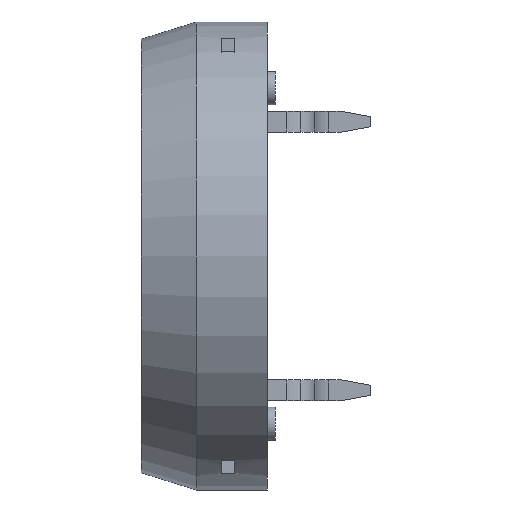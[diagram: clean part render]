
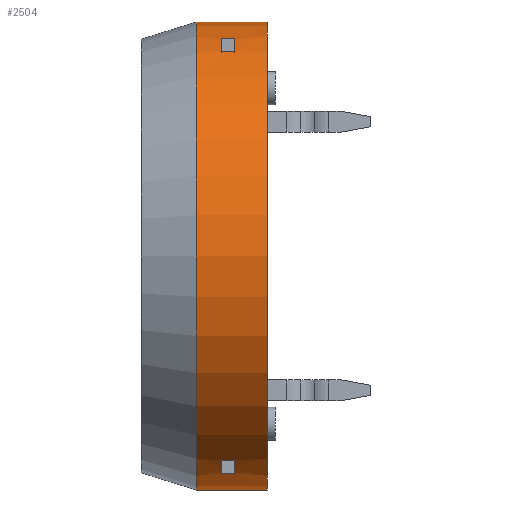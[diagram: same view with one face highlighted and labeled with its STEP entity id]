
A CAD part, left-side view. The second image highlights one B-rep face of the part: STEP entity #2504.
In plain terms, the highlighted cylindrical face has radius 8.852 mm (diameter 17.704 mm), a full revolution.
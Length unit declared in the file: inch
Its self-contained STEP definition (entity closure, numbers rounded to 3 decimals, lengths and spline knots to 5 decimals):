
#204=CIRCLE('',#2754,0.3485);
#211=CIRCLE('',#2763,0.3485);
#212=CIRCLE('',#2765,0.3485);
#213=CIRCLE('',#2766,0.3485);
#214=CIRCLE('',#2767,0.3485);
#215=CIRCLE('',#2768,0.3485);
#216=CIRCLE('',#2769,0.3485);
#217=CIRCLE('',#2770,0.3485);
#218=CIRCLE('',#2771,0.3485);
#219=CIRCLE('',#2772,0.3485);
#670=ORIENTED_EDGE('',*,*,#1157,.F.);
#671=ORIENTED_EDGE('',*,*,#1177,.T.);
#672=ORIENTED_EDGE('',*,*,#1178,.T.);
#673=ORIENTED_EDGE('',*,*,#1179,.T.);
#674=ORIENTED_EDGE('',*,*,#1180,.F.);
#675=ORIENTED_EDGE('',*,*,#1181,.T.);
#676=ORIENTED_EDGE('',*,*,#1182,.T.);
#677=ORIENTED_EDGE('',*,*,#1183,.T.);
#678=ORIENTED_EDGE('',*,*,#1184,.F.);
#679=ORIENTED_EDGE('',*,*,#1185,.T.);
#680=ORIENTED_EDGE('',*,*,#1186,.T.);
#681=ORIENTED_EDGE('',*,*,#1187,.T.);
#682=ORIENTED_EDGE('',*,*,#1188,.F.);
#683=ORIENTED_EDGE('',*,*,#1189,.T.);
#684=ORIENTED_EDGE('',*,*,#1190,.T.);
#685=ORIENTED_EDGE('',*,*,#1191,.T.);
#686=ORIENTED_EDGE('',*,*,#1192,.F.);
#687=ORIENTED_EDGE('',*,*,#1176,.T.);
#1157=EDGE_CURVE('',#1444,#1444,#204,.T.);
#1176=EDGE_CURVE('',#1463,#1463,#211,.T.);
#1177=EDGE_CURVE('',#1464,#1465,#1693,.F.);
#1178=EDGE_CURVE('',#1465,#1466,#212,.T.);
#1179=EDGE_CURVE('',#1466,#1467,#1694,.T.);
#1180=EDGE_CURVE('',#1464,#1467,#213,.T.);
#1181=EDGE_CURVE('',#1468,#1469,#1695,.F.);
#1182=EDGE_CURVE('',#1469,#1470,#214,.T.);
#1183=EDGE_CURVE('',#1470,#1471,#1696,.T.);
#1184=EDGE_CURVE('',#1468,#1471,#215,.T.);
#1185=EDGE_CURVE('',#1472,#1473,#1697,.F.);
#1186=EDGE_CURVE('',#1473,#1474,#216,.T.);
#1187=EDGE_CURVE('',#1474,#1475,#1698,.T.);
#1188=EDGE_CURVE('',#1472,#1475,#217,.T.);
#1189=EDGE_CURVE('',#1476,#1477,#1699,.F.);
#1190=EDGE_CURVE('',#1477,#1478,#218,.T.);
#1191=EDGE_CURVE('',#1478,#1479,#1700,.T.);
#1192=EDGE_CURVE('',#1476,#1479,#219,.T.);
#1444=VERTEX_POINT('',#4063);
#1463=VERTEX_POINT('',#4103);
#1464=VERTEX_POINT('',#4106);
#1465=VERTEX_POINT('',#4107);
#1466=VERTEX_POINT('',#4109);
#1467=VERTEX_POINT('',#4111);
#1468=VERTEX_POINT('',#4114);
#1469=VERTEX_POINT('',#4115);
#1470=VERTEX_POINT('',#4117);
#1471=VERTEX_POINT('',#4119);
#1472=VERTEX_POINT('',#4122);
#1473=VERTEX_POINT('',#4123);
#1474=VERTEX_POINT('',#4125);
#1475=VERTEX_POINT('',#4127);
#1476=VERTEX_POINT('',#4130);
#1477=VERTEX_POINT('',#4131);
#1478=VERTEX_POINT('',#4133);
#1479=VERTEX_POINT('',#4135);
#1693=LINE('',#4105,#1941);
#1694=LINE('',#4110,#1942);
#1695=LINE('',#4113,#1943);
#1696=LINE('',#4118,#1944);
#1697=LINE('',#4121,#1945);
#1698=LINE('',#4126,#1946);
#1699=LINE('',#4129,#1947);
#1700=LINE('',#4134,#1948);
#1941=VECTOR('',#3333,39.37008);
#1942=VECTOR('',#3336,39.37008);
#1943=VECTOR('',#3339,39.37008);
#1944=VECTOR('',#3342,39.37008);
#1945=VECTOR('',#3345,39.37008);
#1946=VECTOR('',#3348,39.37008);
#1947=VECTOR('',#3351,39.37008);
#1948=VECTOR('',#3354,39.37008);
#2124=EDGE_LOOP('',(#670));
#2125=EDGE_LOOP('',(#671,#672,#673,#674));
#2126=EDGE_LOOP('',(#675,#676,#677,#678));
#2127=EDGE_LOOP('',(#679,#680,#681,#682));
#2128=EDGE_LOOP('',(#683,#684,#685,#686));
#2129=EDGE_LOOP('',(#687));
#2300=FACE_BOUND('',#2124,.T.);
#2301=FACE_BOUND('',#2125,.T.);
#2302=FACE_BOUND('',#2126,.T.);
#2303=FACE_BOUND('',#2127,.T.);
#2304=FACE_BOUND('',#2128,.T.);
#2305=FACE_BOUND('',#2129,.T.);
#2410=CYLINDRICAL_SURFACE('',#2764,0.3485);
#2504=ADVANCED_FACE('',(#2300,#2301,#2302,#2303,#2304,#2305),#2410,.T.);
#2754=AXIS2_PLACEMENT_3D('',#4062,#3299,#3300);
#2763=AXIS2_PLACEMENT_3D('',#4102,#3329,#3330);
#2764=AXIS2_PLACEMENT_3D('',#4104,#3331,#3332);
#2765=AXIS2_PLACEMENT_3D('',#4108,#3334,#3335);
#2766=AXIS2_PLACEMENT_3D('',#4112,#3337,#3338);
#2767=AXIS2_PLACEMENT_3D('',#4116,#3340,#3341);
#2768=AXIS2_PLACEMENT_3D('',#4120,#3343,#3344);
#2769=AXIS2_PLACEMENT_3D('',#4124,#3346,#3347);
#2770=AXIS2_PLACEMENT_3D('',#4128,#3349,#3350);
#2771=AXIS2_PLACEMENT_3D('',#4132,#3352,#3353);
#2772=AXIS2_PLACEMENT_3D('',#4136,#3355,#3356);
#3299=DIRECTION('',(0.,-1.,0.));
#3300=DIRECTION('',(0.,0.,-1.));
#3329=DIRECTION('',(0.,-1.,0.));
#3330=DIRECTION('',(0.,0.,-1.));
#3331=DIRECTION('',(0.,-1.,0.));
#3332=DIRECTION('',(0.,0.,-1.));
#3333=DIRECTION('',(0.,-1.,0.));
#3334=DIRECTION('',(0.,1.,0.));
#3335=DIRECTION('',(0.,0.,1.));
#3336=DIRECTION('',(0.,-1.,0.));
#3337=DIRECTION('',(0.,1.,0.));
#3338=DIRECTION('',(0.,0.,1.));
#3339=DIRECTION('',(0.,-1.,0.));
#3340=DIRECTION('',(0.,1.,0.));
#3341=DIRECTION('',(0.,0.,1.));
#3342=DIRECTION('',(0.,-1.,0.));
#3343=DIRECTION('',(0.,1.,0.));
#3344=DIRECTION('',(0.,0.,1.));
#3345=DIRECTION('',(0.,-1.,0.));
#3346=DIRECTION('',(0.,1.,0.));
#3347=DIRECTION('',(0.,0.,1.));
#3348=DIRECTION('',(0.,-1.,0.));
#3349=DIRECTION('',(0.,1.,0.));
#3350=DIRECTION('',(0.,0.,1.));
#3351=DIRECTION('',(0.,-1.,0.));
#3352=DIRECTION('',(0.,1.,0.));
#3353=DIRECTION('',(0.,0.,1.));
#3354=DIRECTION('',(0.,-1.,0.));
#3355=DIRECTION('',(0.,1.,0.));
#3356=DIRECTION('',(0.,0.,1.));
#4062=CARTESIAN_POINT('',(0.,0.,0.));
#4063=CARTESIAN_POINT('',(0.,0.,-0.3485));
#4102=CARTESIAN_POINT('',(0.,0.106,0.));
#4103=CARTESIAN_POINT('',(0.,0.106,-0.3485));
#4104=CARTESIAN_POINT('',(0.,0.,0.));
#4105=CARTESIAN_POINT('',(0.30422,0.,0.17));
#4106=CARTESIAN_POINT('',(0.30422,0.049,0.17));
#4107=CARTESIAN_POINT('',(0.30422,0.069,0.17));
#4108=CARTESIAN_POINT('',(0.,0.069,0.));
#4109=CARTESIAN_POINT('',(0.32335,0.069,0.13));
#4110=CARTESIAN_POINT('',(0.32335,0.,0.13));
#4111=CARTESIAN_POINT('',(0.32335,0.049,0.13));
#4112=CARTESIAN_POINT('',(0.,0.049,0.));
#4113=CARTESIAN_POINT('',(0.32335,0.,-0.13));
#4114=CARTESIAN_POINT('',(0.32335,0.049,-0.13));
#4115=CARTESIAN_POINT('',(0.32335,0.069,-0.13));
#4116=CARTESIAN_POINT('',(0.,0.069,0.));
#4117=CARTESIAN_POINT('',(0.30422,0.069,-0.17));
#4118=CARTESIAN_POINT('',(0.30422,0.,-0.17));
#4119=CARTESIAN_POINT('',(0.30422,0.049,-0.17));
#4120=CARTESIAN_POINT('',(0.,0.049,0.));
#4121=CARTESIAN_POINT('',(-0.30422,0.,-0.17));
#4122=CARTESIAN_POINT('',(-0.30422,0.049,-0.17));
#4123=CARTESIAN_POINT('',(-0.30422,0.069,-0.17));
#4124=CARTESIAN_POINT('',(0.,0.069,0.));
#4125=CARTESIAN_POINT('',(-0.32335,0.069,-0.13));
#4126=CARTESIAN_POINT('',(-0.32335,0.,-0.13));
#4127=CARTESIAN_POINT('',(-0.32335,0.049,-0.13));
#4128=CARTESIAN_POINT('',(0.,0.049,0.));
#4129=CARTESIAN_POINT('',(-0.32335,0.,0.13));
#4130=CARTESIAN_POINT('',(-0.32335,0.049,0.13));
#4131=CARTESIAN_POINT('',(-0.32335,0.069,0.13));
#4132=CARTESIAN_POINT('',(0.,0.069,0.));
#4133=CARTESIAN_POINT('',(-0.30422,0.069,0.17));
#4134=CARTESIAN_POINT('',(-0.30422,0.,0.17));
#4135=CARTESIAN_POINT('',(-0.30422,0.049,0.17));
#4136=CARTESIAN_POINT('',(0.,0.049,0.));
